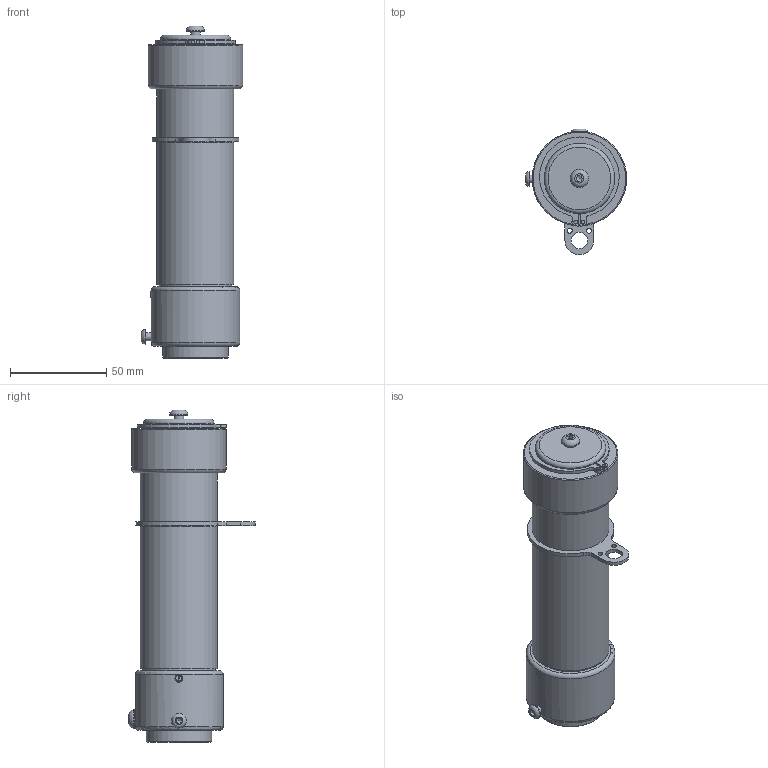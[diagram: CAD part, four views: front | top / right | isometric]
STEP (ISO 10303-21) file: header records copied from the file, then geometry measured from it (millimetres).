
FILE_DESCRIPTION(/* description */ (''),/* implementation_level */ '2;1');
FILE_NAME(/* name */ 'ControlEx Exd-25-S-CR.stp',/* time_stamp */ '2022-11-18T12:24:10+00:00',/* author */ ('areid2'),/* organization */ (''),/* preprocessor_version */ 'ST-DEVELOPER v18.1',/* originating_system */ 'Autodesk Inventor 2020',/* authorisation */ '');
FILE_SCHEMA (('AUTOMOTIVE_DESIGN { 1 0 10303 214 3 1 1 }'));
Length unit declared in the file: millimetre
Products named in the file (1): Part4
Bounding box: 52.51 x 65.35 x 172.1 mm (x, y, z)
Volume: 227797.7 mm3; surface area: 36548.8 mm2
Topology: 1 solids, 1 shells, 145 faces, 396 edges, 278 vertices
Faces by surface type: plane 70, cylinder 48, cone 14, torus 8, bspline 5
Full cylindrical faces by diameter (mm): 1.93 x2, 2.5 x2, 4 x6, 5 x2, 7.6 x1, 8.5 x1, 9.5 x2, 23.5 x1, 34 x2, 34.6 x1, 36.5 x2, 37 x1, 37.6 x1, 38 x2, 38.5 x1, 40 x2, 49 x1
Entity records: 5328 total; most frequent: CARTESIAN_POINT 1311, DIRECTION 827, ORIENTED_EDGE 786, EDGE_CURVE 393, AXIS2_PLACEMENT_3D 344, VERTEX_POINT 278, CIRCLE 199, EDGE_LOOP 187
